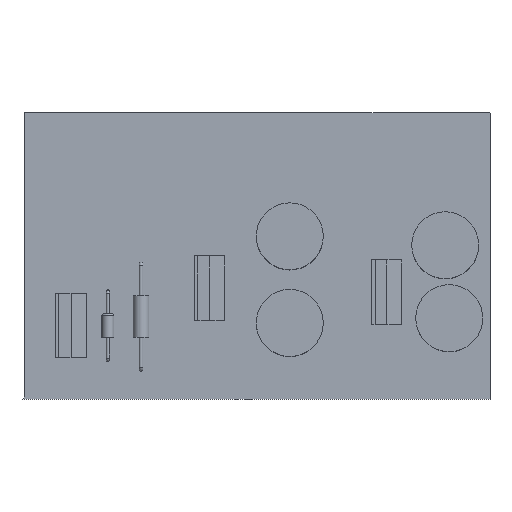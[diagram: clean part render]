
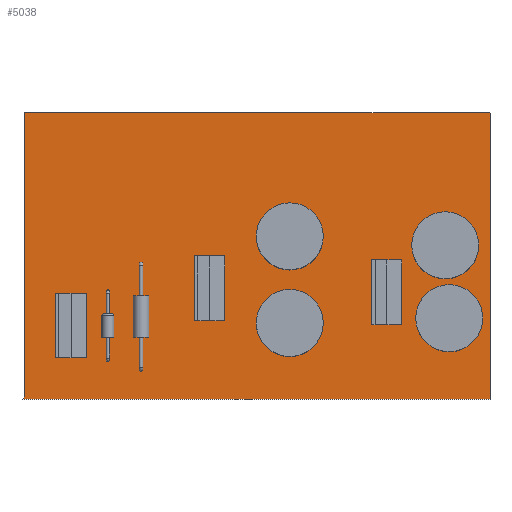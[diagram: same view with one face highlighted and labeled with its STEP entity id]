
A CAD part, top view. The second image highlights one B-rep face of the part: STEP entity #5038.
In plain terms, the highlighted planar face has unit normal (0, 0, 1).
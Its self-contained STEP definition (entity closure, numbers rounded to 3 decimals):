
#4845 = VERTEX_POINT('',#4846);
#4846 = CARTESIAN_POINT('',(-0.381,0.127,0.));
#4852 = EDGE_CURVE('',#4845,#4853,#4855,.T.);
#4853 = VERTEX_POINT('',#4854);
#4854 = CARTESIAN_POINT('',(0.,0.508,0.));
#4855 = LINE('',#4856,#4857);
#4856 = CARTESIAN_POINT('',(-0.381,0.127,0.));
#4857 = VECTOR('',#4858,1.);
#4858 = DIRECTION('',(0.707,0.707,0.));
#4883 = EDGE_CURVE('',#4853,#4884,#4886,.T.);
#4884 = VERTEX_POINT('',#4885);
#4885 = CARTESIAN_POINT('',(0.,45.085,0.));
#4886 = LINE('',#4887,#4888);
#4887 = CARTESIAN_POINT('',(0.,0.508,0.));
#4888 = VECTOR('',#4889,1.);
#4889 = DIRECTION('',(0.,1.,0.));
#4914 = EDGE_CURVE('',#4884,#4915,#4917,.T.);
#4915 = VERTEX_POINT('',#4916);
#4916 = CARTESIAN_POINT('',(72.898,45.085,0.));
#4917 = LINE('',#4918,#4919);
#4918 = CARTESIAN_POINT('',(0.,45.085,0.));
#4919 = VECTOR('',#4920,1.);
#4920 = DIRECTION('',(1.,0.,0.));
#4945 = EDGE_CURVE('',#4915,#4946,#4948,.T.);
#4946 = VERTEX_POINT('',#4947);
#4947 = CARTESIAN_POINT('',(73.025,44.958,0.));
#4948 = LINE('',#4949,#4950);
#4949 = CARTESIAN_POINT('',(72.898,45.085,0.));
#4950 = VECTOR('',#4951,1.);
#4951 = DIRECTION('',(0.707,-0.707,0.));
#4976 = EDGE_CURVE('',#4946,#4977,#4979,.T.);
#4977 = VERTEX_POINT('',#4978);
#4978 = CARTESIAN_POINT('',(73.025,0.127,0.));
#4979 = LINE('',#4980,#4981);
#4980 = CARTESIAN_POINT('',(73.025,44.958,0.));
#4981 = VECTOR('',#4982,1.);
#4982 = DIRECTION('',(0.,-1.,0.));
#5007 = EDGE_CURVE('',#4977,#4845,#5008,.T.);
#5008 = LINE('',#5009,#5010);
#5009 = CARTESIAN_POINT('',(73.025,0.127,0.));
#5010 = VECTOR('',#5011,1.);
#5011 = DIRECTION('',(-1.,0.,0.));
#5038 = ADVANCED_FACE('',(#5039),#5047,.F.);
#5039 = FACE_BOUND('',#5040,.F.);
#5040 = EDGE_LOOP('',(#5041,#5042,#5043,#5044,#5045,#5046));
#5041 = ORIENTED_EDGE('',*,*,#4852,.T.);
#5042 = ORIENTED_EDGE('',*,*,#4883,.T.);
#5043 = ORIENTED_EDGE('',*,*,#4914,.T.);
#5044 = ORIENTED_EDGE('',*,*,#4945,.T.);
#5045 = ORIENTED_EDGE('',*,*,#4976,.T.);
#5046 = ORIENTED_EDGE('',*,*,#5007,.T.);
#5047 = PLANE('',#5048);
#5048 = AXIS2_PLACEMENT_3D('',#5049,#5050,#5051);
#5049 = CARTESIAN_POINT('',(-0.381,0.127,0.));
#5050 = DIRECTION('',(0.,0.,-1.));
#5051 = DIRECTION('',(-1.,0.,0.));
